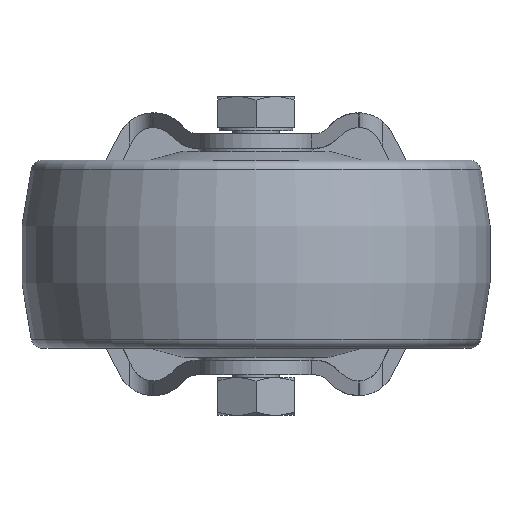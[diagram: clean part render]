
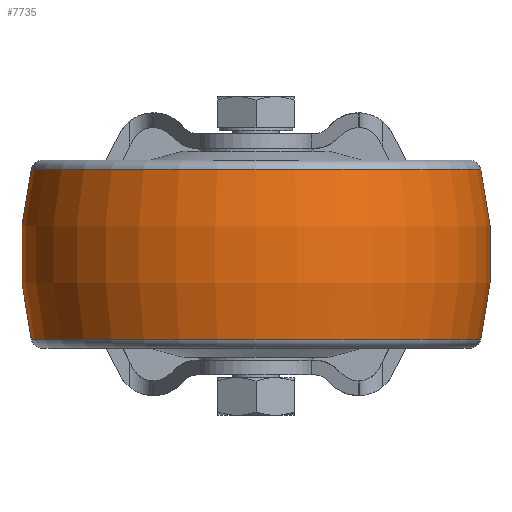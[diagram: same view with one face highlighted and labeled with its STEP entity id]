
A CAD part, front view. The second image highlights one B-rep face of the part: STEP entity #7735.
In plain terms, the highlighted face is a revolution surface.
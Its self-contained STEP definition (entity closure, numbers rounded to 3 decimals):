
#7735 = ADVANCED_FACE('',(#7736),#7749,.F.);
#7736 = FACE_BOUND('',#7737,.F.);
#7737 = EDGE_LOOP('',(#7738,#7779,#7806,#7833));
#7738 = ORIENTED_EDGE('',*,*,#7739,.F.);
#7739 = EDGE_CURVE('',#7740,#7740,#7742,.T.);
#7740 = VERTEX_POINT('',#7741);
#7741 = CARTESIAN_POINT('',(0.,-14.483,38.226));
#7742 = SURFACE_CURVE('',#7743,(#7748,#7767),.PCURVE_S1.);
#7743 = CIRCLE('',#7744,38.226);
#7744 = AXIS2_PLACEMENT_3D('',#7745,#7746,#7747);
#7745 = CARTESIAN_POINT('',(0.,-14.483,0.));
#7746 = DIRECTION('',(0.,1.,0.));
#7747 = DIRECTION('',(0.,-0.,1.));
#7748 = PCURVE('',#7749,#7761);
#7749 = SURFACE_OF_REVOLUTION('',#7750,#7758);
#7750 = B_SPLINE_CURVE_WITH_KNOTS('',6,(#7751,#7752,#7753,#7754,#7755,
    #7756,#7757),.UNSPECIFIED.,.F.,.F.,(7,7),(2.898,
    3.385),.PIECEWISE_BEZIER_KNOTS.);
#7751 = CARTESIAN_POINT('',(0.,14.483,-38.226));
#7752 = CARTESIAN_POINT('',(0.,9.751,-39.403));
#7753 = CARTESIAN_POINT('',(0.,4.905,-40.118));
#7754 = CARTESIAN_POINT('',(0.,0.,-40.358));
#7755 = CARTESIAN_POINT('',(0.,-4.905,-40.118));
#7756 = CARTESIAN_POINT('',(0.,-9.751,-39.403));
#7757 = CARTESIAN_POINT('',(0.,-14.483,-38.226));
#7758 = AXIS1_PLACEMENT('',#7759,#7760);
#7759 = CARTESIAN_POINT('',(0.,0.,0.));
#7760 = DIRECTION('',(0.,1.,0.));
#7761 = DEFINITIONAL_REPRESENTATION('',(#7762),#7766);
#7762 = LINE('',#7763,#7764);
#7763 = CARTESIAN_POINT('',(3.142,3.385));
#7764 = VECTOR('',#7765,1.);
#7765 = DIRECTION('',(1.,0.));
#7766 = ( GEOMETRIC_REPRESENTATION_CONTEXT(2) 
PARAMETRIC_REPRESENTATION_CONTEXT() REPRESENTATION_CONTEXT('2D SPACE',''
  ) );
#7767 = PCURVE('',#7768,#7773);
#7768 = TOROIDAL_SURFACE('',#7769,36.285,2.);
#7769 = AXIS2_PLACEMENT_3D('',#7770,#7771,#7772);
#7770 = CARTESIAN_POINT('',(0.,-14.,0.));
#7771 = DIRECTION('',(0.,1.,0.));
#7772 = DIRECTION('',(0.,-0.,1.));
#7773 = DEFINITIONAL_REPRESENTATION('',(#7774),#7778);
#7774 = LINE('',#7775,#7776);
#7775 = CARTESIAN_POINT('',(0.,6.039));
#7776 = VECTOR('',#7777,1.);
#7777 = DIRECTION('',(1.,0.));
#7778 = ( GEOMETRIC_REPRESENTATION_CONTEXT(2) 
PARAMETRIC_REPRESENTATION_CONTEXT() REPRESENTATION_CONTEXT('2D SPACE',''
  ) );
#7779 = ORIENTED_EDGE('',*,*,#7780,.F.);
#7780 = EDGE_CURVE('',#7781,#7740,#7783,.T.);
#7781 = VERTEX_POINT('',#7782);
#7782 = CARTESIAN_POINT('',(0.,14.483,38.226));
#7783 = SEAM_CURVE('',#7784,(#7792,#7799),.PCURVE_S1.);
#7784 = ( BOUNDED_CURVE() B_SPLINE_CURVE(6,(#7785,#7786,#7787,#7788,
#7789,#7790,#7791),.UNSPECIFIED.,.F.,.F.) B_SPLINE_CURVE_WITH_KNOTS((7,7
),(2.898,3.385),.PIECEWISE_BEZIER_KNOTS.) CURVE() 
GEOMETRIC_REPRESENTATION_ITEM() RATIONAL_B_SPLINE_CURVE((1.003,
    1.001,1.,0.999,1.,
1.001,1.003)) REPRESENTATION_ITEM('') );
#7785 = CARTESIAN_POINT('',(0.,14.483,
    38.226));
#7786 = CARTESIAN_POINT('',(0.,9.742,
    39.405));
#7787 = CARTESIAN_POINT('',(0.,4.897,
    40.119));
#7788 = CARTESIAN_POINT('',(0.,0.,
    40.358));
#7789 = CARTESIAN_POINT('',(0.,-4.897,
    40.119));
#7790 = CARTESIAN_POINT('',(0.,-9.742,
    39.405));
#7791 = CARTESIAN_POINT('',(0.,-14.483,
    38.226));
#7792 = PCURVE('',#7749,#7793);
#7793 = DEFINITIONAL_REPRESENTATION('',(#7794),#7798);
#7794 = LINE('',#7795,#7796);
#7795 = CARTESIAN_POINT('',(3.142,0.));
#7796 = VECTOR('',#7797,1.);
#7797 = DIRECTION('',(0.,1.));
#7798 = ( GEOMETRIC_REPRESENTATION_CONTEXT(2) 
PARAMETRIC_REPRESENTATION_CONTEXT() REPRESENTATION_CONTEXT('2D SPACE',''
  ) );
#7799 = PCURVE('',#7749,#7800);
#7800 = DEFINITIONAL_REPRESENTATION('',(#7801),#7805);
#7801 = LINE('',#7802,#7803);
#7802 = CARTESIAN_POINT('',(9.425,0.));
#7803 = VECTOR('',#7804,1.);
#7804 = DIRECTION('',(0.,1.));
#7805 = ( GEOMETRIC_REPRESENTATION_CONTEXT(2) 
PARAMETRIC_REPRESENTATION_CONTEXT() REPRESENTATION_CONTEXT('2D SPACE',''
  ) );
#7806 = ORIENTED_EDGE('',*,*,#7807,.T.);
#7807 = EDGE_CURVE('',#7781,#7781,#7808,.T.);
#7808 = SURFACE_CURVE('',#7809,(#7814,#7821),.PCURVE_S1.);
#7809 = CIRCLE('',#7810,38.226);
#7810 = AXIS2_PLACEMENT_3D('',#7811,#7812,#7813);
#7811 = CARTESIAN_POINT('',(0.,14.483,0.));
#7812 = DIRECTION('',(0.,1.,0.));
#7813 = DIRECTION('',(0.,-0.,1.));
#7814 = PCURVE('',#7749,#7815);
#7815 = DEFINITIONAL_REPRESENTATION('',(#7816),#7820);
#7816 = LINE('',#7817,#7818);
#7817 = CARTESIAN_POINT('',(3.142,2.898));
#7818 = VECTOR('',#7819,1.);
#7819 = DIRECTION('',(1.,0.));
#7820 = ( GEOMETRIC_REPRESENTATION_CONTEXT(2) 
PARAMETRIC_REPRESENTATION_CONTEXT() REPRESENTATION_CONTEXT('2D SPACE',''
  ) );
#7821 = PCURVE('',#7822,#7827);
#7822 = TOROIDAL_SURFACE('',#7823,36.285,2.);
#7823 = AXIS2_PLACEMENT_3D('',#7824,#7825,#7826);
#7824 = CARTESIAN_POINT('',(0.,14.,0.));
#7825 = DIRECTION('',(0.,1.,0.));
#7826 = DIRECTION('',(0.,-0.,1.));
#7827 = DEFINITIONAL_REPRESENTATION('',(#7828),#7832);
#7828 = LINE('',#7829,#7830);
#7829 = CARTESIAN_POINT('',(0.,6.527));
#7830 = VECTOR('',#7831,1.);
#7831 = DIRECTION('',(1.,0.));
#7832 = ( GEOMETRIC_REPRESENTATION_CONTEXT(2) 
PARAMETRIC_REPRESENTATION_CONTEXT() REPRESENTATION_CONTEXT('2D SPACE',''
  ) );
#7833 = ORIENTED_EDGE('',*,*,#7780,.T.);
